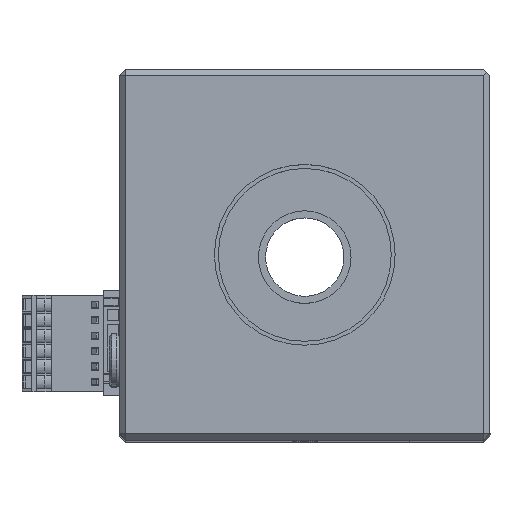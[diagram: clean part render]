
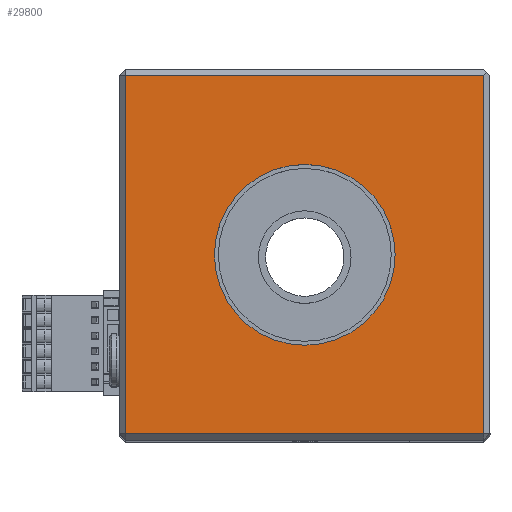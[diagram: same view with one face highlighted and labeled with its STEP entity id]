
A CAD part, top view. The second image highlights one B-rep face of the part: STEP entity #29800.
In plain terms, the highlighted planar face has unit normal (0, 0, 1).
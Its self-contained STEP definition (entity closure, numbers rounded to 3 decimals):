
#1230=FACE_BOUND('',#4660,.T.);
#1443=PLANE('',#31713);
#3023=FACE_OUTER_BOUND('',#4659,.T.);
#4659=EDGE_LOOP('',(#22017,#22018,#22019,#22020));
#4660=EDGE_LOOP('',(#22021));
#6418=LINE('',#42345,#10092);
#6422=LINE('',#42352,#10096);
#6435=LINE('',#42377,#10109);
#6436=LINE('',#42379,#10110);
#10092=VECTOR('',#34517,10.);
#10096=VECTOR('',#34523,10.);
#10109=VECTOR('',#34554,10.);
#10110=VECTOR('',#34557,10.);
#13673=CIRCLE('',#31704,14.642);
#14313=VERTEX_POINT('',#42342);
#14314=VERTEX_POINT('',#42344);
#14316=VERTEX_POINT('',#42350);
#14317=VERTEX_POINT('',#42354);
#14319=VERTEX_POINT('',#42370);
#17260=EDGE_CURVE('',#14313,#14314,#6418,.T.);
#17264=EDGE_CURVE('',#14316,#14313,#6422,.T.);
#17265=EDGE_CURVE('',#14317,#14317,#13673,.T.);
#17278=EDGE_CURVE('',#14314,#14319,#6435,.T.);
#17279=EDGE_CURVE('',#14319,#14316,#6436,.T.);
#22017=ORIENTED_EDGE('',*,*,#17264,.F.);
#22018=ORIENTED_EDGE('',*,*,#17279,.F.);
#22019=ORIENTED_EDGE('',*,*,#17278,.F.);
#22020=ORIENTED_EDGE('',*,*,#17260,.F.);
#22021=ORIENTED_EDGE('',*,*,#17265,.T.);
#29800=ADVANCED_FACE('',(#3023,#1230),#1443,.T.);
#31704=AXIS2_PLACEMENT_3D('',#42355,#34526,#34527);
#31713=AXIS2_PLACEMENT_3D('',#42380,#34558,#34559);
#34517=DIRECTION('',(0.,-1.,0.));
#34523=DIRECTION('',(1.,0.,0.));
#34526=DIRECTION('center_axis',(0.,0.,
-1.));
#34527=DIRECTION('ref_axis',(1.,0.,0.));
#34554=DIRECTION('',(-1.,0.,0.));
#34557=DIRECTION('',(0.,1.,0.));
#34558=DIRECTION('center_axis',(0.,0.,
1.));
#34559=DIRECTION('ref_axis',(1.,0.,0.));
#42342=CARTESIAN_POINT('',(182.919,57.53,-44.439));
#42344=CARTESIAN_POINT('',(182.919,-0.47,-44.439));
#42345=CARTESIAN_POINT('',(182.919,13.53,-44.439));
#42350=CARTESIAN_POINT('',(124.919,57.53,-44.439));
#42352=CARTESIAN_POINT('',(168.919,57.53,-44.439));
#42354=CARTESIAN_POINT('',(139.277,28.53,-44.439));
#42355=CARTESIAN_POINT('Origin',(153.919,28.53,-44.439));
#42370=CARTESIAN_POINT('',(124.919,-0.47,-44.439));
#42377=CARTESIAN_POINT('',(138.919,-0.47,-44.439));
#42379=CARTESIAN_POINT('',(124.919,43.53,-44.439));
#42380=CARTESIAN_POINT('Origin',(153.919,28.53,-44.439));
